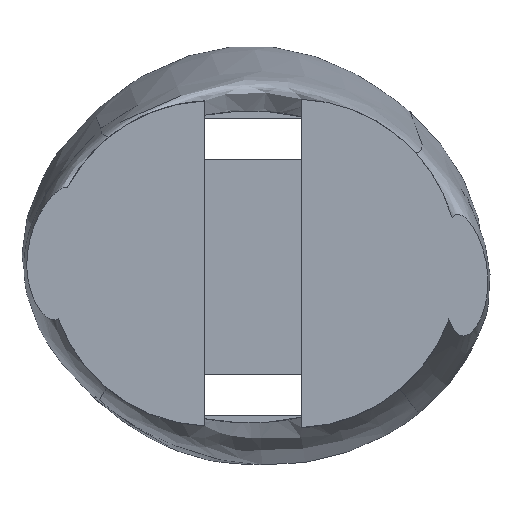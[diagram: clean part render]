
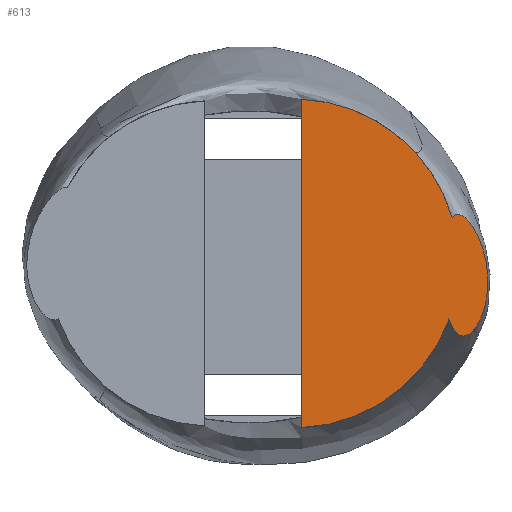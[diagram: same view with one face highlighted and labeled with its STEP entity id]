
A CAD part, front view. The second image highlights one B-rep face of the part: STEP entity #613.
In plain terms, the highlighted planar face has unit normal (0, -1, 0).
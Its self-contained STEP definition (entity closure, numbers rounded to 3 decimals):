
#24=CIRCLE('',#647,5.979);
#25=CIRCLE('',#649,5.979);
#53=B_SPLINE_CURVE_WITH_KNOTS('',3,(#1814,#1815,#1816,#1817,#1818,#1819,
#1820,#1821,#1822,#1823,#1824,#1825,#1826,#1827,#1828,#1829,#1830,#1831,
#1832,#1833,#1834,#1835,#1836,#1837,#1838,#1839,#1840,#1841,#1842,#1843,
#1844,#1845,#1846,#1847,#1848,#1849,#1850,#1851,#1852),.UNSPECIFIED.,.F.,
 .F.,(4,2,2,2,2,2,2,2,2,2,2,3,2,2,2,2,2,2,4),(-0.364,-0.35,
-0.338,-0.33,-0.32,-0.302,
-0.254,-0.178,-0.107,-0.053,
-0.02,0.,0.009,0.019,0.03,
0.039,0.05,0.074,0.092),
 .UNSPECIFIED.);
#102=FACE_OUTER_BOUND('',#142,.T.);
#142=EDGE_LOOP('',(#549,#550,#551,#552));
#193=LINE('',#1112,#243);
#243=VECTOR('',#769,11.945);
#296=VERTEX_POINT('',#1070);
#298=VERTEX_POINT('',#1082);
#299=VERTEX_POINT('',#1086);
#301=VERTEX_POINT('',#1094);
#375=EDGE_CURVE('',#298,#296,#24,.T.);
#377=EDGE_CURVE('',#299,#301,#25,.T.);
#381=EDGE_CURVE('',#301,#298,#193,.T.);
#389=EDGE_CURVE('',#296,#299,#53,.T.);
#549=ORIENTED_EDGE('',*,*,#389,.F.);
#550=ORIENTED_EDGE('',*,*,#375,.F.);
#551=ORIENTED_EDGE('',*,*,#381,.F.);
#552=ORIENTED_EDGE('',*,*,#377,.F.);
#583=PLANE('',#652);
#613=ADVANCED_FACE('',(#102),#583,.F.);
#647=AXIS2_PLACEMENT_3D('',#1084,#760,#761);
#649=AXIS2_PLACEMENT_3D('',#1095,#764,#765);
#652=AXIS2_PLACEMENT_3D('',#2168,#773,#774);
#760=DIRECTION('center_axis',(0.,1.,0.));
#761=DIRECTION('ref_axis',(0.046,0.,0.999));
#764=DIRECTION('center_axis',(0.,1.,0.));
#765=DIRECTION('ref_axis',(0.046,0.,0.999));
#769=DIRECTION('',(0.,0.,1.));
#773=DIRECTION('center_axis',(0.,1.,0.));
#774=DIRECTION('ref_axis',(0.,0.,1.));
#1070=CARTESIAN_POINT('',(19.62,107.,4.377));
#1082=CARTESIAN_POINT('',(14.153,107.,8.675));
#1084=CARTESIAN_POINT('Origin',(13.88,107.,2.703));
#1086=CARTESIAN_POINT('',(19.507,107.,0.682));
#1094=CARTESIAN_POINT('',(14.15,107.,-3.27));
#1095=CARTESIAN_POINT('Origin',(13.88,107.,2.703));
#1112=CARTESIAN_POINT('',(14.15,107.,-3.27));
#1814=CARTESIAN_POINT('Ctrl Pts',(19.62,107.,4.377));
#1815=CARTESIAN_POINT('Ctrl Pts',(19.639,107.,4.4));
#1816=CARTESIAN_POINT('Ctrl Pts',(19.661,107.,4.422));
#1817=CARTESIAN_POINT('Ctrl Pts',(19.708,107.,4.456));
#1818=CARTESIAN_POINT('Ctrl Pts',(19.737,107.,4.472));
#1819=CARTESIAN_POINT('Ctrl Pts',(19.799,107.,4.487));
#1820=CARTESIAN_POINT('Ctrl Pts',(19.826,107.,4.488));
#1821=CARTESIAN_POINT('Ctrl Pts',(19.885,107.,4.482));
#1822=CARTESIAN_POINT('Ctrl Pts',(19.917,107.,4.472));
#1823=CARTESIAN_POINT('Ctrl Pts',(20.004,107.,4.434));
#1824=CARTESIAN_POINT('Ctrl Pts',(20.058,107.,4.396));
#1825=CARTESIAN_POINT('Ctrl Pts',(20.231,107.,4.245));
#1826=CARTESIAN_POINT('Ctrl Pts',(20.362,107.,4.072));
#1827=CARTESIAN_POINT('Ctrl Pts',(20.673,107.,3.5));
#1828=CARTESIAN_POINT('Ctrl Pts',(20.837,107.,3.025));
#1829=CARTESIAN_POINT('Ctrl Pts',(20.958,107.,1.987));
#1830=CARTESIAN_POINT('Ctrl Pts',(20.913,107.,1.551));
#1831=CARTESIAN_POINT('Ctrl Pts',(20.768,107.,0.944));
#1832=CARTESIAN_POINT('Ctrl Pts',(20.676,107.,0.707));
#1833=CARTESIAN_POINT('Ctrl Pts',(20.501,107.,0.402));
#1834=CARTESIAN_POINT('Ctrl Pts',(20.428,107.,0.303));
#1835=CARTESIAN_POINT('Ctrl Pts',(20.306,107.,0.183));
#1836=CARTESIAN_POINT('Ctrl Pts',(20.255,107.,0.141));
#1837=CARTESIAN_POINT('Ctrl Pts',(20.197,107.,0.11));
#1838=CARTESIAN_POINT('Ctrl Pts',(20.171,107.,0.096));
#1839=CARTESIAN_POINT('Ctrl Pts',(20.143,107.,0.084));
#1840=CARTESIAN_POINT('Ctrl Pts',(20.082,107.,0.067));
#1841=CARTESIAN_POINT('Ctrl Pts',(20.05,107.,0.062));
#1842=CARTESIAN_POINT('Ctrl Pts',(19.98,107.,0.063));
#1843=CARTESIAN_POINT('Ctrl Pts',(19.943,107.,0.071));
#1844=CARTESIAN_POINT('Ctrl Pts',(19.879,107.,0.098));
#1845=CARTESIAN_POINT('Ctrl Pts',(19.851,107.,0.115));
#1846=CARTESIAN_POINT('Ctrl Pts',(19.792,107.,0.162));
#1847=CARTESIAN_POINT('Ctrl Pts',(19.762,107.,0.194));
#1848=CARTESIAN_POINT('Ctrl Pts',(19.679,107.,0.298));
#1849=CARTESIAN_POINT('Ctrl Pts',(19.632,107.,0.384));
#1850=CARTESIAN_POINT('Ctrl Pts',(19.563,107.,0.533));
#1851=CARTESIAN_POINT('Ctrl Pts',(19.534,107.,0.605));
#1852=CARTESIAN_POINT('Ctrl Pts',(19.507,107.,0.682));
#2168=CARTESIAN_POINT('Origin',(11.852,107.,2.965));
